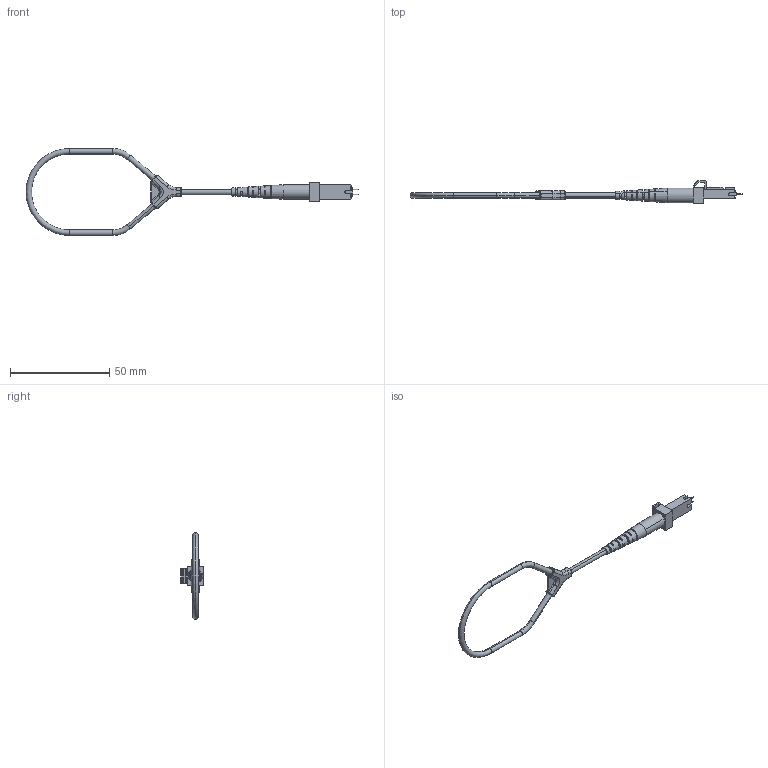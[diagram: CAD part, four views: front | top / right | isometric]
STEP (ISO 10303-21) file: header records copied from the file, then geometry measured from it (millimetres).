
FILE_DESCRIPTION (( 'STEP AP203' ), '1' );
FILE_NAME ('SFOL-MTRJ.STEP', '2006-06-23T20:20:33', ( 'lcom' ), ( 'lcom' ), 'SwSTEP 2.0', 'SolidWorks 2006004', '' );
FILE_SCHEMA (( 'CONFIG_CONTROL_DESIGN' ));
Length unit declared in the file: inch
Products named in the file (7): SFOL-MTRJ; 1AF03-005; N601-INS-SF-10C_2" LENGTH; CONN-91-100-97-BP3B-MA2_WITH PINS; CONN-91-100-97-BP3B-MA1; TUBE-TAT-125SCD-1875(Y); SFOL-MTRJ-MA1
Assembly tree (6 placements, depth 3):
  SFOL-MTRJ
    TUBE-TAT-125SCD-1875(Y)
    SFOL-MTRJ-MA1
    1AF03-005
      CONN-91-100-97-BP3B-MA1
      CONN-91-100-97-BP3B-MA2_WITH PINS
    N601-INS-SF-10C_2" LENGTH
Bounding box: 167.63 x 11.44 x 43.92 mm (x, y, z)
Volume: 3218.9 mm3; surface area: 5170 mm2
Topology: 5 solids, 7 shells, 267 faces, 716 edges, 454 vertices
Faces by surface type: plane 159, cylinder 64, torus 28, bspline 12, cone 4
Entity records: 11065 total; most frequent: CARTESIAN_POINT 3641, ORIENTED_EDGE 1432, DIRECTION 1396, EDGE_CURVE 716, AXIS2_PLACEMENT_3D 515, VERTEX_POINT 454, VECTOR 366, LINE 366
